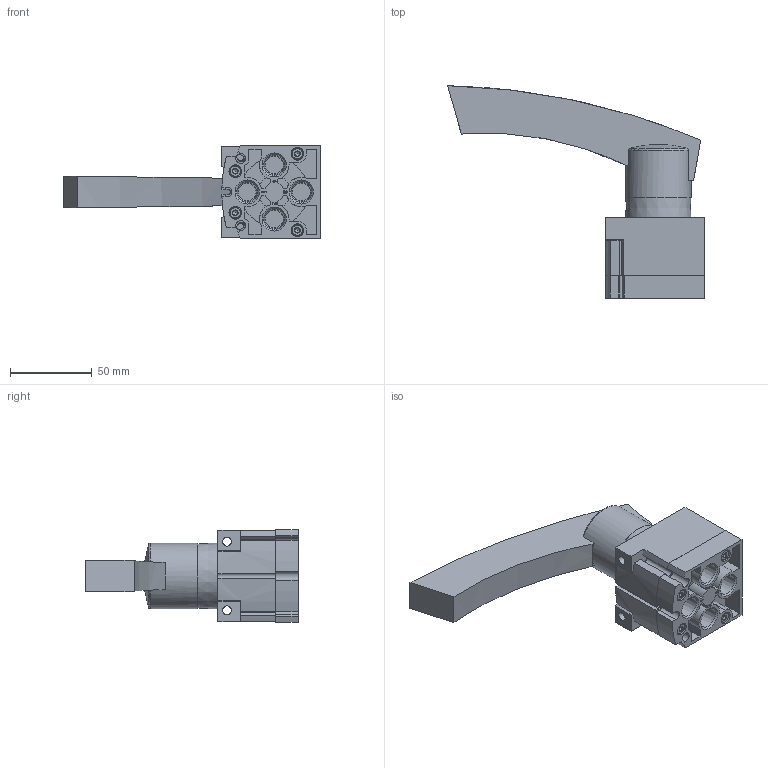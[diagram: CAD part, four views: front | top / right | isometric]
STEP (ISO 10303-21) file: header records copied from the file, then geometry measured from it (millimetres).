
FILE_DESCRIPTION(/* description */ ('STEP AP214'),/* implementation_level */ '2;1');
FILE_NAME(/* name */ '3520389_VHER-H-B43C-B-N14',/* time_stamp */ '2024-09-16T14:28:07+02:00',/* author */ ('License CC BY-ND 4.0'),/* organization */ ('CADENAS'),/* preprocessor_version */ 'ST-DEVELOPER v19.3',/* originating_system */ 'PARTsolutions',/* authorisation */ ' ');
FILE_SCHEMA (('AUTOMOTIVE_DESIGN {1 0 10303 214 3 1 1}'));
Length unit declared in the file: millimetre
Products named in the file (5): 3520389 VHER-H-B43C-B-N14; 3515202 VHER-H-B43C-B-G14---(1_AP); 3515202 VHER-H-B43C-B-G14---(Geh); 3515202 VHER-H-B43C-B-G14---(Hbl); 685171 VHER-BH-M04C-G18
Assembly tree (4 placements, depth 2):
  3520389 VHER-H-B43C-B-N14
    3515202 VHER-H-B43C-B-G14---(1_AP)
    3515202 VHER-H-B43C-B-G14---(Geh)
    3515202 VHER-H-B43C-B-G14---(Hbl)
    685171 VHER-BH-M04C-G18
Bounding box: 156.8 x 129.7 x 56.3 mm (x, y, z)
Volume: 243612.1 mm3; surface area: 64657.3 mm2
Topology: 4 solids, 4 shells, 501 faces, 1237 edges, 790 vertices
Faces by surface type: plane 301, cylinder 115, cone 60, torus 22, sphere 3
Full cylindrical faces by diameter (mm): 4.134 x8, 5.5 x3, 6 x1, 7 x4, 7.7 x4, 9.5 x1, 28.376 x1, 35 x1, 40 x1, 48 x2
Entity records: 14719 total; most frequent: CARTESIAN_POINT 2862, DIRECTION 2470, ORIENTED_EDGE 2320, EDGE_CURVE 1160, AXIS2_PLACEMENT_3D 890, VERTEX_POINT 780, LINE 690, VECTOR 690
